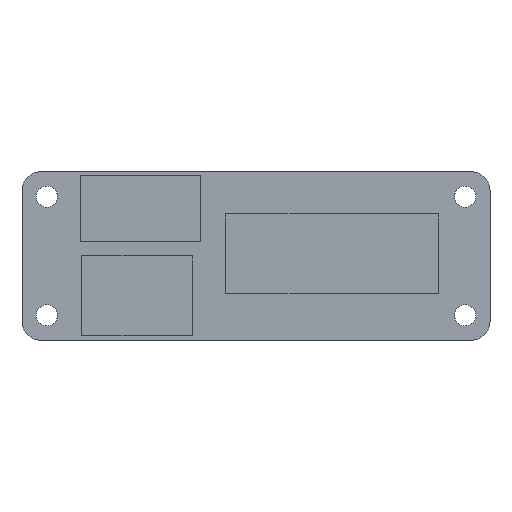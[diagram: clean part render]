
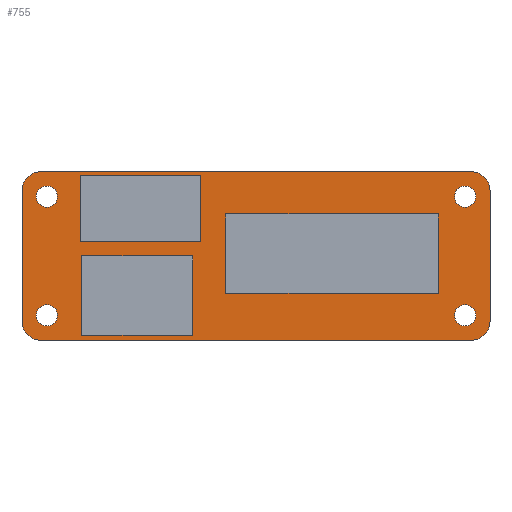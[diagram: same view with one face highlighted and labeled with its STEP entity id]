
A CAD part, top view. The second image highlights one B-rep face of the part: STEP entity #755.
In plain terms, the highlighted planar face has unit normal (0, 0, 1).
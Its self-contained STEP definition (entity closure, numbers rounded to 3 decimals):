
#43=FACE_BOUND('',#152,.T.);
#44=FACE_BOUND('',#153,.T.);
#45=FACE_BOUND('',#154,.T.);
#46=FACE_BOUND('',#155,.T.);
#47=FACE_BOUND('',#156,.T.);
#48=FACE_BOUND('',#157,.T.);
#49=FACE_BOUND('',#158,.T.);
#50=FACE_BOUND('',#159,.T.);
#51=FACE_BOUND('',#160,.T.);
#52=FACE_BOUND('',#161,.T.);
#53=FACE_BOUND('',#162,.T.);
#54=FACE_BOUND('',#163,.T.);
#71=PLANE('',#879);
#111=FACE_OUTER_BOUND('',#151,.T.);
#151=EDGE_LOOP('',(#595,#596,#597,#598,#599,#600,#601,#602));
#152=EDGE_LOOP('',(#603));
#153=EDGE_LOOP('',(#604));
#154=EDGE_LOOP('',(#605));
#155=EDGE_LOOP('',(#606));
#156=EDGE_LOOP('',(#607));
#157=EDGE_LOOP('',(#608));
#158=EDGE_LOOP('',(#609));
#159=EDGE_LOOP('',(#610));
#160=EDGE_LOOP('',(#611));
#161=EDGE_LOOP('',(#612));
#162=EDGE_LOOP('',(#613));
#163=EDGE_LOOP('',(#614));
#209=LINE('',#1219,#273);
#213=LINE('',#1231,#277);
#217=LINE('',#1243,#281);
#221=LINE('',#1255,#285);
#273=VECTOR('',#1001,10.);
#277=VECTOR('',#1013,10.);
#281=VECTOR('',#1025,10.);
#285=VECTOR('',#1037,10.);
#324=CIRCLE('',#829,0.953);
#326=CIRCLE('',#832,2.286);
#328=CIRCLE('',#835,0.953);
#330=CIRCLE('',#838,0.953);
#332=CIRCLE('',#841,0.953);
#334=CIRCLE('',#844,0.953);
#336=CIRCLE('',#847,2.286);
#338=CIRCLE('',#850,0.953);
#339=CIRCLE('',#852,1.7);
#341=CIRCLE('',#855,1.7);
#343=CIRCLE('',#858,1.7);
#345=CIRCLE('',#861,1.7);
#348=CIRCLE('',#866,3.);
#350=CIRCLE('',#870,3.);
#352=CIRCLE('',#874,3.);
#354=CIRCLE('',#878,3.);
#356=VERTEX_POINT('',#1143);
#358=VERTEX_POINT('',#1149);
#360=VERTEX_POINT('',#1155);
#362=VERTEX_POINT('',#1161);
#364=VERTEX_POINT('',#1167);
#366=VERTEX_POINT('',#1173);
#368=VERTEX_POINT('',#1179);
#370=VERTEX_POINT('',#1185);
#371=VERTEX_POINT('',#1189);
#373=VERTEX_POINT('',#1195);
#375=VERTEX_POINT('',#1201);
#377=VERTEX_POINT('',#1207);
#381=VERTEX_POINT('',#1216);
#382=VERTEX_POINT('',#1218);
#384=VERTEX_POINT('',#1224);
#386=VERTEX_POINT('',#1230);
#388=VERTEX_POINT('',#1236);
#390=VERTEX_POINT('',#1242);
#392=VERTEX_POINT('',#1248);
#394=VERTEX_POINT('',#1254);
#421=EDGE_CURVE('',#356,#356,#324,.T.);
#424=EDGE_CURVE('',#358,#358,#326,.T.);
#427=EDGE_CURVE('',#360,#360,#328,.T.);
#430=EDGE_CURVE('',#362,#362,#330,.T.);
#433=EDGE_CURVE('',#364,#364,#332,.T.);
#436=EDGE_CURVE('',#366,#366,#334,.T.);
#439=EDGE_CURVE('',#368,#368,#336,.T.);
#442=EDGE_CURVE('',#370,#370,#338,.T.);
#443=EDGE_CURVE('',#371,#371,#339,.T.);
#446=EDGE_CURVE('',#373,#373,#341,.T.);
#449=EDGE_CURVE('',#375,#375,#343,.T.);
#452=EDGE_CURVE('',#377,#377,#345,.T.);
#457=EDGE_CURVE('',#382,#381,#209,.T.);
#460=EDGE_CURVE('',#384,#382,#348,.T.);
#463=EDGE_CURVE('',#386,#384,#213,.T.);
#466=EDGE_CURVE('',#388,#386,#350,.T.);
#469=EDGE_CURVE('',#390,#388,#217,.T.);
#472=EDGE_CURVE('',#392,#390,#352,.T.);
#475=EDGE_CURVE('',#394,#392,#221,.T.);
#478=EDGE_CURVE('',#381,#394,#354,.T.);
#595=ORIENTED_EDGE('',*,*,#478,.T.);
#596=ORIENTED_EDGE('',*,*,#475,.T.);
#597=ORIENTED_EDGE('',*,*,#472,.T.);
#598=ORIENTED_EDGE('',*,*,#469,.T.);
#599=ORIENTED_EDGE('',*,*,#466,.T.);
#600=ORIENTED_EDGE('',*,*,#463,.T.);
#601=ORIENTED_EDGE('',*,*,#460,.T.);
#602=ORIENTED_EDGE('',*,*,#457,.T.);
#603=ORIENTED_EDGE('',*,*,#421,.T.);
#604=ORIENTED_EDGE('',*,*,#424,.T.);
#605=ORIENTED_EDGE('',*,*,#427,.T.);
#606=ORIENTED_EDGE('',*,*,#430,.T.);
#607=ORIENTED_EDGE('',*,*,#433,.T.);
#608=ORIENTED_EDGE('',*,*,#436,.T.);
#609=ORIENTED_EDGE('',*,*,#439,.T.);
#610=ORIENTED_EDGE('',*,*,#442,.T.);
#611=ORIENTED_EDGE('',*,*,#452,.T.);
#612=ORIENTED_EDGE('',*,*,#449,.T.);
#613=ORIENTED_EDGE('',*,*,#446,.T.);
#614=ORIENTED_EDGE('',*,*,#443,.T.);
#755=ADVANCED_FACE('',(#111,#43,#44,#45,#46,#47,#48,#49,#50,#51,#52,#53,
#54),#71,.T.);
#829=AXIS2_PLACEMENT_3D('',#1145,#918,#919);
#832=AXIS2_PLACEMENT_3D('',#1151,#925,#926);
#835=AXIS2_PLACEMENT_3D('',#1157,#932,#933);
#838=AXIS2_PLACEMENT_3D('',#1163,#939,#940);
#841=AXIS2_PLACEMENT_3D('',#1169,#946,#947);
#844=AXIS2_PLACEMENT_3D('',#1175,#953,#954);
#847=AXIS2_PLACEMENT_3D('',#1181,#960,#961);
#850=AXIS2_PLACEMENT_3D('',#1187,#967,#968);
#852=AXIS2_PLACEMENT_3D('',#1190,#971,#972);
#855=AXIS2_PLACEMENT_3D('',#1196,#978,#979);
#858=AXIS2_PLACEMENT_3D('',#1202,#985,#986);
#861=AXIS2_PLACEMENT_3D('',#1208,#992,#993);
#866=AXIS2_PLACEMENT_3D('',#1225,#1007,#1008);
#870=AXIS2_PLACEMENT_3D('',#1237,#1019,#1020);
#874=AXIS2_PLACEMENT_3D('',#1249,#1031,#1032);
#878=AXIS2_PLACEMENT_3D('',#1259,#1043,#1044);
#879=AXIS2_PLACEMENT_3D('',#1260,#1045,#1046);
#918=DIRECTION('center_axis',(0.,0.,-1.));
#919=DIRECTION('ref_axis',(1.,0.,0.));
#925=DIRECTION('center_axis',(0.,0.,-1.));
#926=DIRECTION('ref_axis',(1.,0.,0.));
#932=DIRECTION('center_axis',(0.,0.,-1.));
#933=DIRECTION('ref_axis',(1.,0.,0.));
#939=DIRECTION('center_axis',(0.,0.,-1.));
#940=DIRECTION('ref_axis',(1.,0.,0.));
#946=DIRECTION('center_axis',(0.,0.,-1.));
#947=DIRECTION('ref_axis',(1.,0.,0.));
#953=DIRECTION('center_axis',(0.,0.,-1.));
#954=DIRECTION('ref_axis',(1.,0.,0.));
#960=DIRECTION('center_axis',(0.,0.,-1.));
#961=DIRECTION('ref_axis',(1.,0.,0.));
#967=DIRECTION('center_axis',(0.,0.,-1.));
#968=DIRECTION('ref_axis',(1.,0.,0.));
#971=DIRECTION('center_axis',(0.,0.,-1.));
#972=DIRECTION('ref_axis',(1.,0.,0.));
#978=DIRECTION('center_axis',(0.,0.,-1.));
#979=DIRECTION('ref_axis',(1.,0.,0.));
#985=DIRECTION('center_axis',(0.,0.,-1.));
#986=DIRECTION('ref_axis',(1.,0.,0.));
#992=DIRECTION('center_axis',(0.,0.,-1.));
#993=DIRECTION('ref_axis',(1.,0.,0.));
#1001=DIRECTION('',(-1.,0.,0.));
#1007=DIRECTION('center_axis',(0.,0.,1.));
#1008=DIRECTION('ref_axis',(1.,0.,0.));
#1013=DIRECTION('',(0.,1.,0.));
#1019=DIRECTION('center_axis',(0.,0.,1.));
#1020=DIRECTION('ref_axis',(0.,-1.,0.));
#1025=DIRECTION('',(1.,0.,0.));
#1031=DIRECTION('center_axis',(0.,0.,1.));
#1032=DIRECTION('ref_axis',(-1.,0.,0.));
#1037=DIRECTION('',(0.,-1.,0.));
#1043=DIRECTION('center_axis',(0.,0.,1.));
#1044=DIRECTION('ref_axis',(0.,1.,0.));
#1045=DIRECTION('center_axis',(0.,0.,1.));
#1046=DIRECTION('ref_axis',(1.,0.,0.));
#1143=CARTESIAN_POINT('',(24.928,6.11,1.57));
#1145=CARTESIAN_POINT('Origin',(25.88,6.11,1.57));
#1149=CARTESIAN_POINT('',(15.984,24.13,1.57));
#1151=CARTESIAN_POINT('Origin',(18.27,24.13,1.57));
#1155=CARTESIAN_POINT('',(39.543,12.841,1.57));
#1157=CARTESIAN_POINT('Origin',(40.495,12.841,1.57));
#1161=CARTESIAN_POINT('',(56.048,12.841,1.57));
#1163=CARTESIAN_POINT('Origin',(57.,12.841,1.57));
#1167=CARTESIAN_POINT('',(47.798,12.841,1.57));
#1169=CARTESIAN_POINT('Origin',(48.75,12.841,1.57));
#1173=CARTESIAN_POINT('',(64.298,12.841,1.57));
#1175=CARTESIAN_POINT('Origin',(65.25,12.841,1.57));
#1179=CARTESIAN_POINT('',(23.184,24.13,1.57));
#1181=CARTESIAN_POINT('Origin',(25.47,24.13,1.57));
#1185=CARTESIAN_POINT('',(16.678,6.11,1.57));
#1187=CARTESIAN_POINT('Origin',(17.63,6.11,1.57));
#1189=CARTESIAN_POINT('',(5.44,7.01,1.57));
#1190=CARTESIAN_POINT('Origin',(7.14,7.01,1.57));
#1195=CARTESIAN_POINT('',(72.44,26.01,1.57));
#1196=CARTESIAN_POINT('Origin',(74.14,26.01,1.57));
#1201=CARTESIAN_POINT('',(5.44,26.01,1.57));
#1202=CARTESIAN_POINT('Origin',(7.14,26.01,1.57));
#1207=CARTESIAN_POINT('',(72.44,7.01,1.57));
#1208=CARTESIAN_POINT('Origin',(74.14,7.01,1.57));
#1216=CARTESIAN_POINT('',(6.14,30.01,1.57));
#1218=CARTESIAN_POINT('',(75.14,30.01,1.57));
#1219=CARTESIAN_POINT('',(6.14,30.01,1.57));
#1224=CARTESIAN_POINT('',(78.14,27.01,1.57));
#1225=CARTESIAN_POINT('Origin',(75.14,27.01,1.57));
#1230=CARTESIAN_POINT('',(78.14,6.01,1.57));
#1231=CARTESIAN_POINT('',(78.14,27.01,1.57));
#1236=CARTESIAN_POINT('',(75.14,3.01,1.57));
#1237=CARTESIAN_POINT('Origin',(75.14,6.01,1.57));
#1242=CARTESIAN_POINT('',(6.14,3.01,1.57));
#1243=CARTESIAN_POINT('',(75.14,3.01,1.57));
#1248=CARTESIAN_POINT('',(3.14,6.01,1.57));
#1249=CARTESIAN_POINT('Origin',(6.14,6.01,1.57));
#1254=CARTESIAN_POINT('',(3.14,27.01,1.57));
#1255=CARTESIAN_POINT('',(3.14,6.01,1.57));
#1259=CARTESIAN_POINT('Origin',(6.14,27.01,1.57));
#1260=CARTESIAN_POINT('Origin',(40.64,16.51,1.57));
